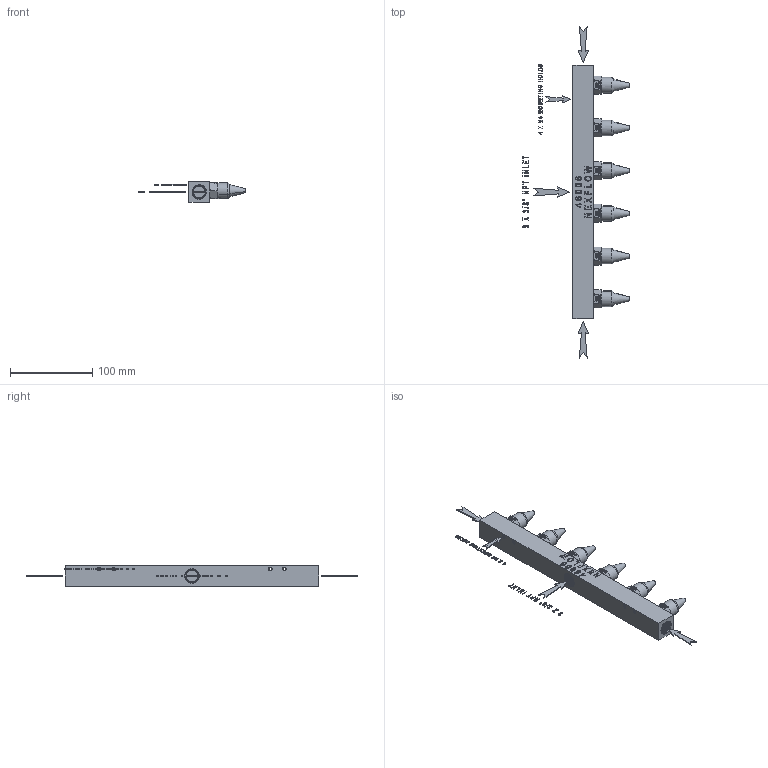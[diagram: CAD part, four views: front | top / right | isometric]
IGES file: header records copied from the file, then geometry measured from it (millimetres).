
Start section: START RECORD GO HERE.
Global section: file name: 46006+47004.igs; native system: DASSAULT SYSTEMES CATIA V5 R20 - www.3ds.com; preprocessor: CATIA Version 5 Release 20 ; author: DESIGNENG; organization: KJNDESIGN; date: 20150321.151509; units: millimetre
Bounding box: 129.44 x 404.14 x 25.4 mm (x, y, z)
Volume: 239292.5 mm3; surface area: 65788.9 mm2
Topology: 43 solids, 43 shells, 3646 faces, 9647 edges, 6276 vertices
Faces by surface type: plane 1250, bspline 923, extrusion 797, revolution 676
